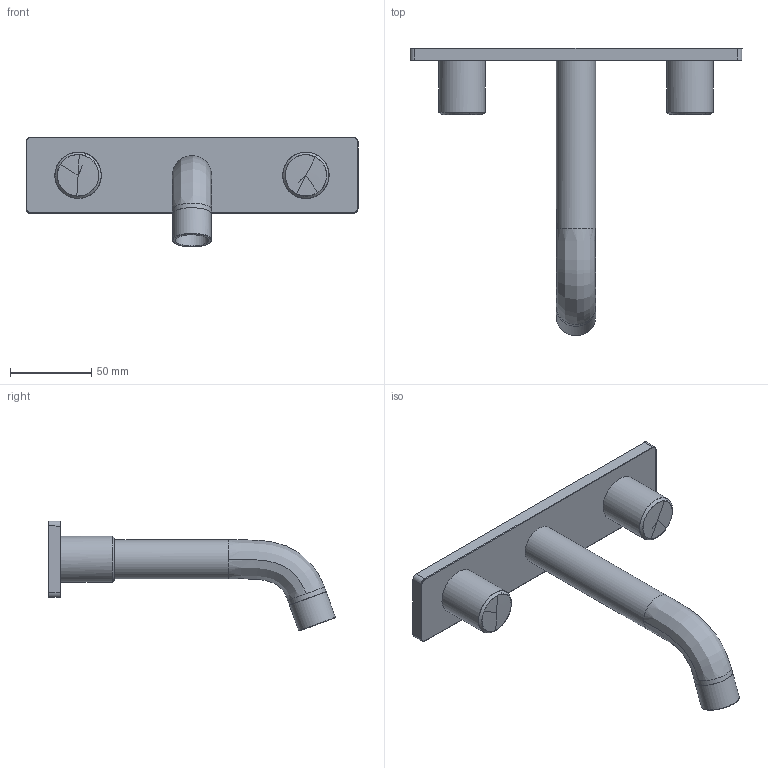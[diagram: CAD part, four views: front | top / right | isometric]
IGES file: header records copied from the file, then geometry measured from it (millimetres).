
Global section: file name: 116460; native system: Autodesk Inventor 2018; preprocessor: unknown; author: JANAN; date: 20200225.094710; units: millimetre
Bounding box: 204 x 176.28 x 67.52 mm (x, y, z)
Volume: 192069.6 mm3; surface area: 47149.3 mm2
Topology: 5 solids, 5 shells, 53 faces, 125 edges, 77 vertices
Faces by surface type: bspline 53
